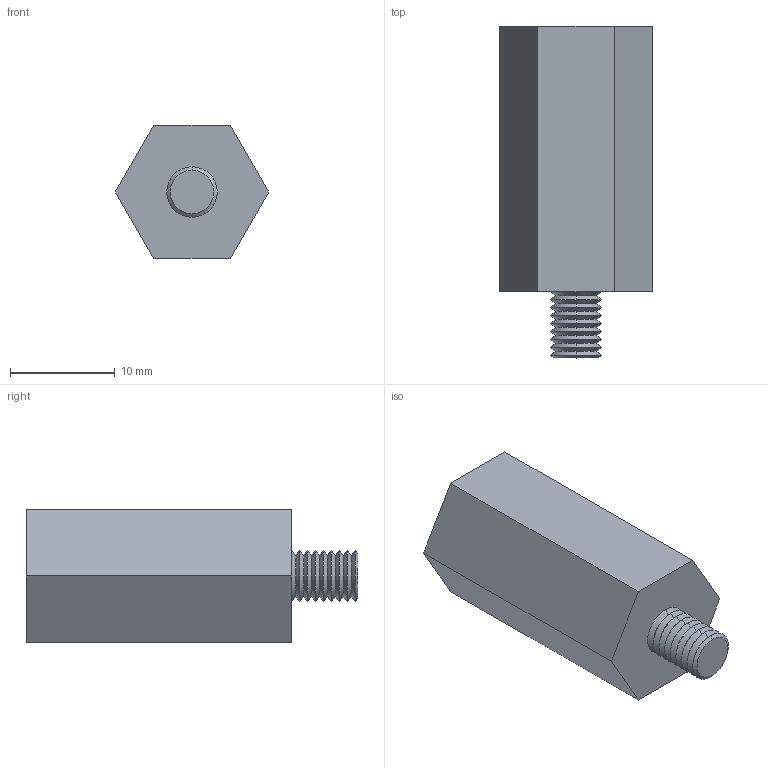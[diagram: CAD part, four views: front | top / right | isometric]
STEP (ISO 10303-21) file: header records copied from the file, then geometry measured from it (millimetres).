
FILE_DESCRIPTION (( 'STEP AP214' ), '1' );
FILE_NAME ('NBA-0003.STEP', '2016-03-16T13:17:44', ( 'L-Com' ), ( 'L-Com Global Connectivity' ), 'SwSTEP 2.0', 'SolidWorks 2014', '' );
FILE_SCHEMA (( 'AUTOMOTIVE_DESIGN' ));
Length unit declared in the file: inch
Products named in the file (1): NBA-0003
Bounding box: 14.66 x 31.75 x 12.7 mm (x, y, z)
Volume: 3367.1 mm3; surface area: 1892.2 mm2
Topology: 1 solids, 1 shells, 114 faces, 230 edges, 120 vertices
Faces by surface type: cone 102, plane 10, cylinder 2
Entity records: 2922 total; most frequent: DIRECTION 568, CARTESIAN_POINT 465, ORIENTED_EDGE 460, EDGE_CURVE 230, AXIS2_PLACEMENT_3D 223, LINE 122, VECTOR 122, VERTEX_POINT 120
